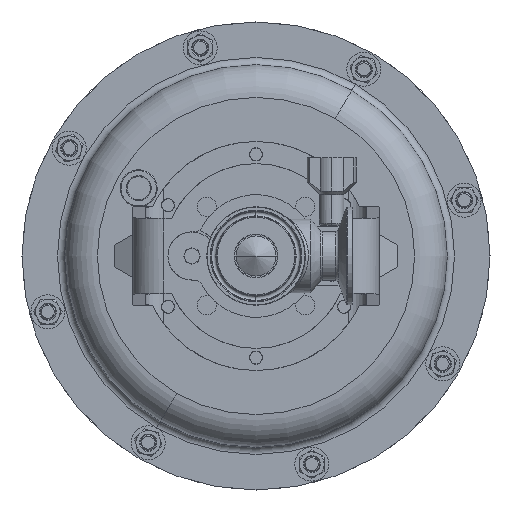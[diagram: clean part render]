
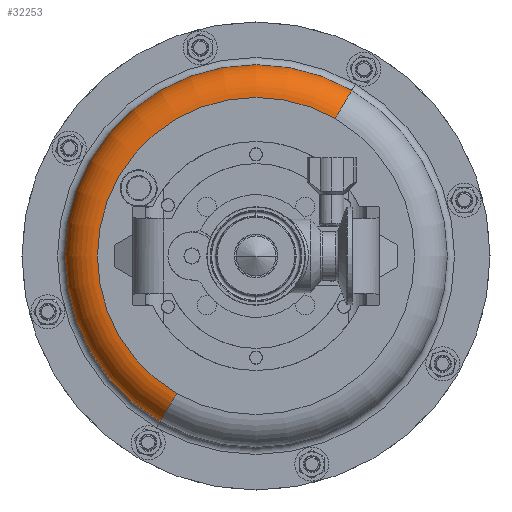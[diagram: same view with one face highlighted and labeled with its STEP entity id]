
A CAD part, front view. The second image highlights one B-rep face of the part: STEP entity #32253.
In plain terms, the highlighted toroidal (fillet/blend) face has major radius 81.763 mm and minor radius 16.866 mm.
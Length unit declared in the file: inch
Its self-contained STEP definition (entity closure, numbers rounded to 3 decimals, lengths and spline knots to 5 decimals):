
#1249 = VERTEX_POINT ( 'NONE', #10056 ) ;
#1747 = CIRCLE ( 'NONE', #16033, 3.219 ) ;
#3067 = VERTEX_POINT ( 'NONE', #35568 ) ;
#5580 = CIRCLE ( 'NONE', #6763, 0.664 ) ;
#5619 = CARTESIAN_POINT ( 'NONE',  ( 0., 9.199, 0. ) ) ;
#6329 = EDGE_CURVE ( 'NONE', #3067, #16155, #10614, .T. ) ;
#6763 = AXIS2_PLACEMENT_3D ( 'NONE', #34851, #18490, #21219 ) ;
#7033 = DIRECTION ( 'NONE',  ( 0., 1., 0. ) ) ;
#8371 = AXIS2_PLACEMENT_3D ( 'NONE', #24799, #35531, #19403 ) ;
#9941 = CARTESIAN_POINT ( 'NONE',  ( 0., 9.863, 0. ) ) ;
#10056 = CARTESIAN_POINT ( 'NONE',  ( 1.6095, 9.199, 2.78774 ) ) ;
#10614 = CIRCLE ( 'NONE', #16741, 0.664 ) ;
#11431 = DIRECTION ( 'NONE',  ( 0., 1., 0. ) ) ;
#12748 = DIRECTION ( 'NONE',  ( -0.5, 0., -0.866 ) ) ;
#13665 = FACE_OUTER_BOUND ( 'NONE', #24496, .T. ) ;
#14367 = CIRCLE ( 'NONE', #32387, 3.883 ) ;
#16033 = AXIS2_PLACEMENT_3D ( 'NONE', #5619, #11431, #30567 ) ;
#16155 = VERTEX_POINT ( 'NONE', #30523 ) ;
#16741 = AXIS2_PLACEMENT_3D ( 'NONE', #24465, #35309, #27096 ) ;
#17549 = TOROIDAL_SURFACE ( 'NONE', #8371, 3.219, 0.664 ) ;
#18490 = DIRECTION ( 'NONE',  ( -0.866, 0., 0.5 ) ) ;
#19403 = DIRECTION ( 'NONE',  ( -0.5, 0., -0.866 ) ) ;
#19678 = VERTEX_POINT ( 'NONE', #28556 ) ;
#20244 = EDGE_CURVE ( 'NONE', #16155, #19678, #14367, .T. ) ;
#21219 = DIRECTION ( 'NONE',  ( 0.5, 0., 0.866 ) ) ;
#21781 = EDGE_CURVE ( 'NONE', #3067, #1249, #1747, .T. ) ;
#21971 = ORIENTED_EDGE ( 'NONE', *, *, #21781, .T. ) ;
#23608 = ORIENTED_EDGE ( 'NONE', *, *, #20244, .F. ) ;
#24465 = CARTESIAN_POINT ( 'NONE',  ( -1.6095, 9.863, -2.78774 ) ) ;
#24496 = EDGE_LOOP ( 'NONE', ( #21971, #27817, #23608, #30068 ) ) ;
#24799 = CARTESIAN_POINT ( 'NONE',  ( 0., 9.863, 0. ) ) ;
#27096 = DIRECTION ( 'NONE',  ( -0.5, 0., -0.866 ) ) ;
#27817 = ORIENTED_EDGE ( 'NONE', *, *, #29446, .T. ) ;
#28556 = CARTESIAN_POINT ( 'NONE',  ( 1.9415, 9.863, 3.36278 ) ) ;
#29446 = EDGE_CURVE ( 'NONE', #1249, #19678, #5580, .T. ) ;
#30068 = ORIENTED_EDGE ( 'NONE', *, *, #6329, .F. ) ;
#30523 = CARTESIAN_POINT ( 'NONE',  ( -1.9415, 9.863, -3.36278 ) ) ;
#30567 = DIRECTION ( 'NONE',  ( -0.5, 0., -0.866 ) ) ;
#32253 = ADVANCED_FACE ( 'NONE', ( #13665 ), #17549, .T. ) ;
#32387 = AXIS2_PLACEMENT_3D ( 'NONE', #9941, #7033, #12748 ) ;
#34851 = CARTESIAN_POINT ( 'NONE',  ( 1.6095, 9.863, 2.78774 ) ) ;
#35309 = DIRECTION ( 'NONE',  ( 0.866, 0., -0.5 ) ) ;
#35531 = DIRECTION ( 'NONE',  ( 0., 1., 0. ) ) ;
#35568 = CARTESIAN_POINT ( 'NONE',  ( -1.6095, 9.199, -2.78774 ) ) ;
